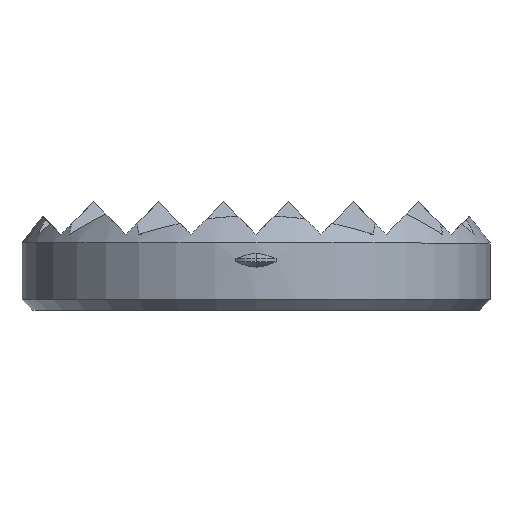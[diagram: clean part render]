
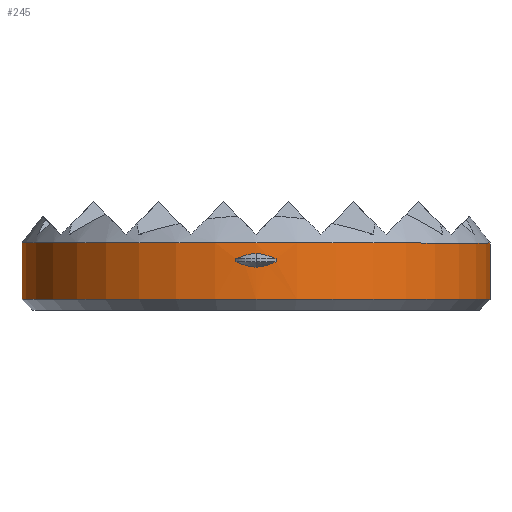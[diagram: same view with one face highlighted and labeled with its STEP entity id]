
A CAD part, front view. The second image highlights one B-rep face of the part: STEP entity #245.
In plain terms, the highlighted cylindrical face has radius 10.8 mm (diameter 21.6 mm), a partial arc.
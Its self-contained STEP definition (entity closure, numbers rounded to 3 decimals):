
#245=ADVANCED_FACE('',(#648,#649),#650,.T.);
#648=FACE_OUTER_BOUND('',#1053,.T.);
#649=FACE_BOUND('',#1054,.T.);
#650=CYLINDRICAL_SURFACE('',#1055,10.8);
#1053=EDGE_LOOP('',(#2361,#2362,#2363,#2364));
#1054=EDGE_LOOP('',(#2365,#2366,#2367,#2368,#2369,#2370));
#1055=AXIS2_PLACEMENT_3D('',#2371,#2372,#2373);
#2361=ORIENTED_EDGE('',*,*,#2379,.T.);
#2362=ORIENTED_EDGE('',*,*,#2716,.F.);
#2363=ORIENTED_EDGE('',*,*,#2381,.T.);
#2364=ORIENTED_EDGE('',*,*,#2736,.T.);
#2365=ORIENTED_EDGE('',*,*,#2436,.T.);
#2366=ORIENTED_EDGE('',*,*,#2457,.T.);
#2367=ORIENTED_EDGE('',*,*,#2455,.T.);
#2368=ORIENTED_EDGE('',*,*,#2458,.T.);
#2369=ORIENTED_EDGE('',*,*,#2434,.T.);
#2370=ORIENTED_EDGE('',*,*,#2439,.T.);
#2371=CARTESIAN_POINT('',(0.,0.0,1.8));
#2372=DIRECTION('',(0.,0.0,1.0));
#2373=DIRECTION('',(1.0,0.0,0.));
#2379=EDGE_CURVE('',#2738,#2739,#2740,.T.);
#2381=EDGE_CURVE('',#2743,#2741,#2744,.T.);
#2434=EDGE_CURVE('',#2843,#2845,#2847,.T.);
#2436=EDGE_CURVE('',#2851,#2848,#2852,.T.);
#2439=EDGE_CURVE('',#2845,#2851,#2855,.T.);
#2455=EDGE_CURVE('',#2876,#2874,#2877,.T.);
#2457=EDGE_CURVE('',#2848,#2876,#2879,.T.);
#2458=EDGE_CURVE('',#2874,#2843,#2880,.T.);
#2716=EDGE_CURVE('',#2743,#2739,#3238,.T.);
#2736=EDGE_CURVE('',#2741,#2738,#3258,.T.);
#2738=VERTEX_POINT('',#3260);
#2739=VERTEX_POINT('',#3261);
#2740=LINE('',#3262,#3263);
#2741=VERTEX_POINT('',#3264);
#2743=VERTEX_POINT('',#3266);
#2744=LINE('',#3267,#3268);
#2843=VERTEX_POINT('',#3447);
#2845=VERTEX_POINT('',#3450);
#2847=B_SPLINE_CURVE_WITH_KNOTS('',3,(#3452,#3453,#3454,#3455,#3456,#3457,#3458,#3459,#3460,#3461),.UNSPECIFIED.,.F.,.F.,(4,3,3,4),(2.204,2.299,2.371,2.393),.UNSPECIFIED.);
#2848=VERTEX_POINT('',#3462);
#2851=VERTEX_POINT('',#3466);
#2852=B_SPLINE_CURVE_WITH_KNOTS('',3,(#3467,#3468,#3469,#3470,#3471,#3472,#3473,#3474,#3475,#3476),.UNSPECIFIED.,.F.,.F.,(4,3,3,4),(2.204,2.299,2.371,2.393),.UNSPECIFIED.);
#2855=LINE('',#3480,#3481);
#2874=VERTEX_POINT('',#3506);
#2876=VERTEX_POINT('',#3508);
#2877=LINE('',#3509,#3510);
#2879=B_SPLINE_CURVE_WITH_KNOTS('',3,(#3512,#3513,#3514,#3515,#3516,#3517,#3518,#3519,#3520,#3521),.UNSPECIFIED.,.F.,.F.,(4,3,3,4),(2.204,2.299,2.371,2.393),.UNSPECIFIED.);
#2880=B_SPLINE_CURVE_WITH_KNOTS('',3,(#3522,#3523,#3524,#3525,#3526,#3527,#3528,#3529,#3530,#3531),.UNSPECIFIED.,.F.,.F.,(4,3,3,4),(2.204,2.299,2.371,2.393),.UNSPECIFIED.);
#3238=CIRCLE('',#4114,10.8);
#3258=CIRCLE('',#4153,10.8);
#3260=CARTESIAN_POINT('',(10.8,0.0,0.5));
#3261=CARTESIAN_POINT('',(10.8,0.0,3.1));
#3262=CARTESIAN_POINT('',(10.8,0.,1.8));
#3263=VECTOR('',#4155,1.0);
#3264=CARTESIAN_POINT('',(-10.8,0.,0.5));
#3266=CARTESIAN_POINT('',(-10.8,0.,3.1));
#3267=CARTESIAN_POINT('',(-10.8,0.,1.8));
#3268=VECTOR('',#4159,1.0);
#3447=CARTESIAN_POINT('',(0.,-10.8,2.613));
#3450=CARTESIAN_POINT('',(0.929,-10.76,2.37));
#3452=CARTESIAN_POINT('',(-0.929,-10.76,2.37));
#3453=CARTESIAN_POINT('',(-0.623,-10.786,2.504));
#3454=CARTESIAN_POINT('',(-0.315,-10.8,2.613));
#3455=CARTESIAN_POINT('',(0.,-10.8,2.613));
#3456=CARTESIAN_POINT('',(0.242,-10.8,2.613));
#3457=CARTESIAN_POINT('',(0.478,-10.792,2.548));
#3458=CARTESIAN_POINT('',(0.714,-10.776,2.459));
#3459=CARTESIAN_POINT('',(0.785,-10.772,2.431));
#3460=CARTESIAN_POINT('',(0.857,-10.766,2.401));
#3461=CARTESIAN_POINT('',(0.929,-10.76,2.37));
#3462=CARTESIAN_POINT('',(0.,-10.8,1.987));
#3466=CARTESIAN_POINT('',(0.929,-10.76,2.23));
#3467=CARTESIAN_POINT('',(0.929,-10.76,2.23));
#3468=CARTESIAN_POINT('',(0.623,-10.786,2.096));
#3469=CARTESIAN_POINT('',(0.315,-10.8,1.987));
#3470=CARTESIAN_POINT('',(0.,-10.8,1.987));
#3471=CARTESIAN_POINT('',(-0.242,-10.8,1.987));
#3472=CARTESIAN_POINT('',(-0.478,-10.792,2.052));
#3473=CARTESIAN_POINT('',(-0.714,-10.776,2.141));
#3474=CARTESIAN_POINT('',(-0.785,-10.772,2.169));
#3475=CARTESIAN_POINT('',(-0.857,-10.766,2.199));
#3476=CARTESIAN_POINT('',(-0.929,-10.76,2.23));
#3480=CARTESIAN_POINT('',(0.929,-10.76,2.3));
#3481=VECTOR('',#4279,10.0);
#3506=CARTESIAN_POINT('',(-0.929,-10.76,2.37));
#3508=CARTESIAN_POINT('',(-0.929,-10.76,2.23));
#3509=CARTESIAN_POINT('',(-0.929,-10.76,2.3));
#3510=VECTOR('',#4313,10.0);
#3512=CARTESIAN_POINT('',(0.929,-10.76,2.23));
#3513=CARTESIAN_POINT('',(0.623,-10.786,2.096));
#3514=CARTESIAN_POINT('',(0.315,-10.8,1.987));
#3515=CARTESIAN_POINT('',(0.,-10.8,1.987));
#3516=CARTESIAN_POINT('',(-0.242,-10.8,1.987));
#3517=CARTESIAN_POINT('',(-0.478,-10.792,2.052));
#3518=CARTESIAN_POINT('',(-0.714,-10.776,2.141));
#3519=CARTESIAN_POINT('',(-0.785,-10.772,2.169));
#3520=CARTESIAN_POINT('',(-0.857,-10.766,2.199));
#3521=CARTESIAN_POINT('',(-0.929,-10.76,2.23));
#3522=CARTESIAN_POINT('',(-0.929,-10.76,2.37));
#3523=CARTESIAN_POINT('',(-0.623,-10.786,2.504));
#3524=CARTESIAN_POINT('',(-0.315,-10.8,2.613));
#3525=CARTESIAN_POINT('',(0.,-10.8,2.613));
#3526=CARTESIAN_POINT('',(0.242,-10.8,2.613));
#3527=CARTESIAN_POINT('',(0.478,-10.792,2.548));
#3528=CARTESIAN_POINT('',(0.714,-10.776,2.459));
#3529=CARTESIAN_POINT('',(0.785,-10.772,2.431));
#3530=CARTESIAN_POINT('',(0.857,-10.766,2.401));
#3531=CARTESIAN_POINT('',(0.929,-10.76,2.37));
#4114=AXIS2_PLACEMENT_3D('',#4638,#4639,#4640);
#4153=AXIS2_PLACEMENT_3D('',#4660,#4661,#4662);
#4155=DIRECTION('',(0.,0.0,1.0));
#4159=DIRECTION('',(0.,-0.0,-1.0));
#4279=DIRECTION('',(-0.0,-0.0,-1.0));
#4313=DIRECTION('',(0.0,0.0,1.0));
#4638=CARTESIAN_POINT('',(0.,0.0,3.1));
#4639=DIRECTION('',(0.,0.0,1.0));
#4640=DIRECTION('',(1.0,0.0,0.));
#4660=CARTESIAN_POINT('',(0.,0.0,0.5));
#4661=DIRECTION('',(0.,0.0,1.0));
#4662=DIRECTION('',(1.0,0.0,0.));
